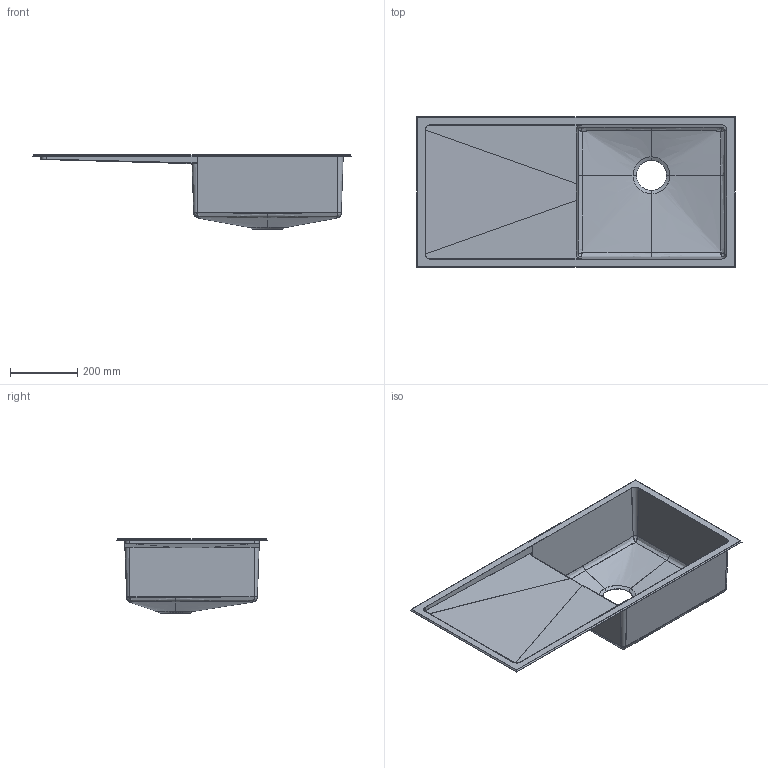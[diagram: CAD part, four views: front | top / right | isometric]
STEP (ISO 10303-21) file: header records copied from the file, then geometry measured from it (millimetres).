
FILE_DESCRIPTION(/* description */ (''),/* implementation_level */ '2;1');
FILE_NAME(/* name */ '9545RH',/* time_stamp */ '2020-03-09T14:54:48+08:00',/* author */ (''),/* organization */ (''),/* preprocessor_version */ 'ST-DEVELOPER v9',/* originating_system */ 'UGS - NX 4.0',/* authorisation */ '');
FILE_SCHEMA (('AUTOMOTIVE_DESIGN { 1 0 10303 214 1 1 1 1 }'));
Length unit declared in the file: millimetre
Products named in the file (1): Admi97FEwxrm
Bounding box: 950 x 450 x 221 mm (x, y, z)
Volume: 743498.4 mm3; surface area: 1466516.6 mm2
Topology: 1 solids, 1 shells, 99 faces, 240 edges, 136 vertices
Faces by surface type: bspline 48, plane 35, cone 12, extrusion 4
Entity records: 17533 total; most frequent: CARTESIAN_POINT 15693, ORIENTED_EDGE 464, EDGE_CURVE 232, DIRECTION 222, VERTEX_POINT 136, B_SPLINE_CURVE_WITH_KNOTS 112, EDGE_LOOP 102, ADVANCED_FACE 99
